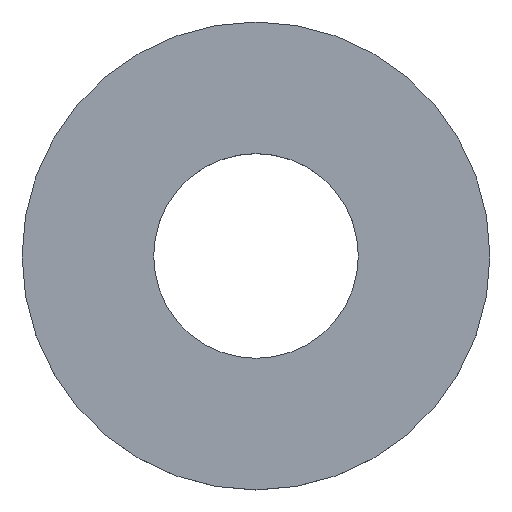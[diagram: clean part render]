
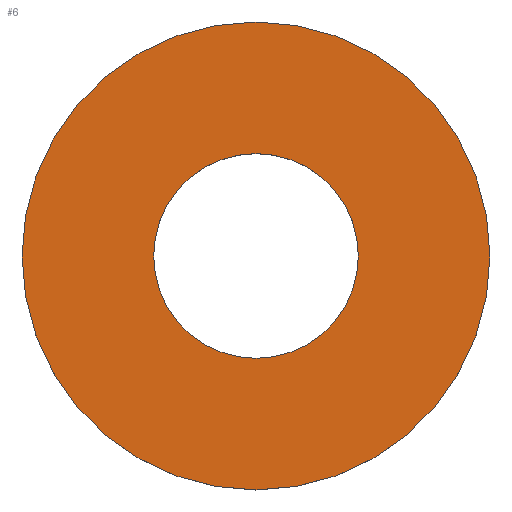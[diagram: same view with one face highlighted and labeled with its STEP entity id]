
A CAD part, top view. The second image highlights one B-rep face of the part: STEP entity #6.
In plain terms, the highlighted planar face has unit normal (0, 0, 1).
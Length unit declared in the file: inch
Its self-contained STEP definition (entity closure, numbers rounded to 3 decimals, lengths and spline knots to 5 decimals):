
#6 = ADVANCED_FACE ( 'NONE', ( #150, #248 ), #82, .T. ) ;
#8 = AXIS2_PLACEMENT_3D ( 'NONE', #71, #110, #250 ) ;
#11 = DIRECTION ( 'NONE',  ( 0., 0., 1. ) ) ;
#14 = ORIENTED_EDGE ( 'NONE', *, *, #61, .T. ) ;
#17 = CIRCLE ( 'NONE', #18, 0.25 ) ;
#18 = AXIS2_PLACEMENT_3D ( 'NONE', #223, #76, #196 ) ;
#24 = CARTESIAN_POINT ( 'NONE',  ( 0., 0., 0. ) ) ;
#28 = AXIS2_PLACEMENT_3D ( 'NONE', #24, #137, #158 ) ;
#36 = VERTEX_POINT ( 'NONE', #98 ) ;
#49 = DIRECTION ( 'NONE',  ( 0., 0., 1. ) ) ;
#53 = CARTESIAN_POINT ( 'NONE',  ( -0.10937, 0., 0. ) ) ;
#56 = CIRCLE ( 'NONE', #8, 0.25 ) ;
#59 = VERTEX_POINT ( 'NONE', #115 ) ;
#61 = EDGE_CURVE ( 'NONE', #36, #59, #17, .T. ) ;
#71 = CARTESIAN_POINT ( 'NONE',  ( 0., 0., 0. ) ) ;
#74 = EDGE_LOOP ( 'NONE', ( #193, #230 ) ) ;
#76 = DIRECTION ( 'NONE',  ( 0., 0., 1. ) ) ;
#77 = EDGE_CURVE ( 'NONE', #59, #36, #56, .T. ) ;
#80 = CIRCLE ( 'NONE', #236, 0.10937 ) ;
#82 = PLANE ( 'NONE',  #28 ) ;
#85 = VERTEX_POINT ( 'NONE', #53 ) ;
#98 = CARTESIAN_POINT ( 'NONE',  ( 0.25, 0., 0. ) ) ;
#104 = AXIS2_PLACEMENT_3D ( 'NONE', #192, #49, #170 ) ;
#110 = DIRECTION ( 'NONE',  ( 0., 0., 1. ) ) ;
#114 = EDGE_CURVE ( 'NONE', #156, #85, #80, .T. ) ;
#115 = CARTESIAN_POINT ( 'NONE',  ( -0.25, 0., 0. ) ) ;
#128 = EDGE_CURVE ( 'NONE', #85, #156, #145, .T. ) ;
#130 = DIRECTION ( 'NONE',  ( 1., 0., 0. ) ) ;
#131 = ORIENTED_EDGE ( 'NONE', *, *, #77, .T. ) ;
#137 = DIRECTION ( 'NONE',  ( 0., 0., 1. ) ) ;
#145 = CIRCLE ( 'NONE', #104, 0.10937 ) ;
#150 = FACE_BOUND ( 'NONE', #74, .T. ) ;
#152 = CARTESIAN_POINT ( 'NONE',  ( 0., 0., 0. ) ) ;
#156 = VERTEX_POINT ( 'NONE', #234 ) ;
#158 = DIRECTION ( 'NONE',  ( 1., 0., 0. ) ) ;
#170 = DIRECTION ( 'NONE',  ( 1., 0., 0. ) ) ;
#192 = CARTESIAN_POINT ( 'NONE',  ( 0., 0., 0. ) ) ;
#193 = ORIENTED_EDGE ( 'NONE', *, *, #114, .F. ) ;
#196 = DIRECTION ( 'NONE',  ( 1., 0., 0. ) ) ;
#211 = EDGE_LOOP ( 'NONE', ( #14, #131 ) ) ;
#223 = CARTESIAN_POINT ( 'NONE',  ( 0., 0., 0. ) ) ;
#230 = ORIENTED_EDGE ( 'NONE', *, *, #128, .F. ) ;
#234 = CARTESIAN_POINT ( 'NONE',  ( 0.10937, 0., 0. ) ) ;
#236 = AXIS2_PLACEMENT_3D ( 'NONE', #152, #11, #130 ) ;
#248 = FACE_OUTER_BOUND ( 'NONE', #211, .T. ) ;
#250 = DIRECTION ( 'NONE',  ( 1., 0., 0. ) ) ;
